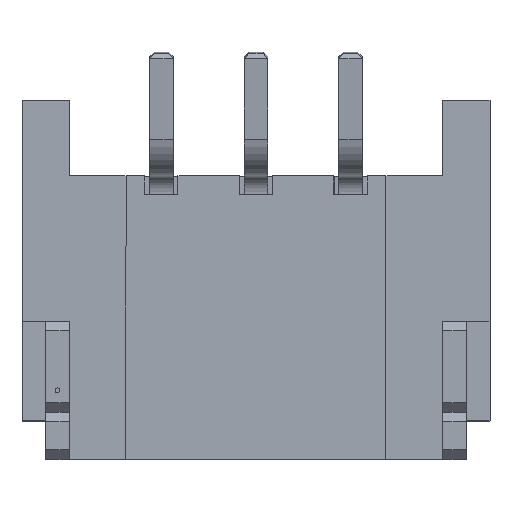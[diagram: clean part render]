
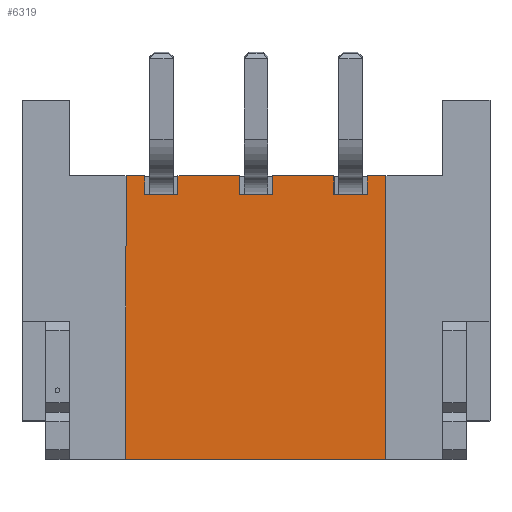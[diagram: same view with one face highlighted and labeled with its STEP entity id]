
A CAD part, top view. The second image highlights one B-rep face of the part: STEP entity #6319.
In plain terms, the highlighted face is planar.
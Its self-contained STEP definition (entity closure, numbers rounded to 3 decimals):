
#168 = LINE ( 'NONE', #4552, #2140 ) ;
#280 = LINE ( 'NONE', #6799, #7501 ) ;
#286 = EDGE_CURVE ( 'NONE', #8971, #8672, #5032, .T. ) ;
#569 = VERTEX_POINT ( 'NONE', #7319 ) ;
#630 = CARTESIAN_POINT ( 'NONE',  ( 6.95, 0.21, 4.54 ) ) ;
#643 = CARTESIAN_POINT ( 'NONE',  ( 0.25, 0.21, 4.14 ) ) ;
#700 = DIRECTION ( 'NONE',  ( -1., 0., 0. ) ) ;
#754 = VECTOR ( 'NONE', #8546, 1000. ) ;
#1067 = LINE ( 'NONE', #7649, #754 ) ;
#1074 = VECTOR ( 'NONE', #4293, 1000. ) ;
#1145 = DIRECTION ( 'NONE',  ( -1., 0., 0. ) ) ;
#1205 = CARTESIAN_POINT ( 'NONE',  ( 0.25, 0.21, 4.54 ) ) ;
#1260 = VECTOR ( 'NONE', #3271, 1000. ) ;
#1269 = LINE ( 'NONE', #10402, #2810 ) ;
#1277 = ORIENTED_EDGE ( 'NONE', *, *, #5467, .T. ) ;
#1286 = CARTESIAN_POINT ( 'NONE',  ( 3.85, 0.21, 4.54 ) ) ;
#1307 = VERTEX_POINT ( 'NONE', #10681 ) ;
#1346 = EDGE_CURVE ( 'NONE', #7949, #6470, #280, .T. ) ;
#1556 = VERTEX_POINT ( 'NONE', #5173 ) ;
#1764 = CARTESIAN_POINT ( 'NONE',  ( 3.85, 0.21, 4.14 ) ) ;
#2068 = DIRECTION ( 'NONE',  ( -1., 0., 0. ) ) ;
#2087 = CARTESIAN_POINT ( 'NONE',  ( 1.85, 0.21, 4.54 ) ) ;
#2116 = ORIENTED_EDGE ( 'NONE', *, *, #5530, .T. ) ;
#2122 = DIRECTION ( 'NONE',  ( 0., -1., 0. ) ) ;
#2140 = VECTOR ( 'NONE', #7677, 1000. ) ;
#2226 = DIRECTION ( 'NONE',  ( 1., 0., 0. ) ) ;
#2441 = DIRECTION ( 'NONE',  ( -1., 0., 0. ) ) ;
#2663 = VECTOR ( 'NONE', #5830, 1000. ) ;
#2724 = VERTEX_POINT ( 'NONE', #2087 ) ;
#2744 = CARTESIAN_POINT ( 'NONE',  ( 1.45, 0.21, -1.46 ) ) ;
#2810 = VECTOR ( 'NONE', #4612, 1000. ) ;
#3113 = CARTESIAN_POINT ( 'NONE',  ( 6.95, 0.21, 4.54 ) ) ;
#3271 = DIRECTION ( 'NONE',  ( 0., 0., -1. ) ) ;
#3288 = CARTESIAN_POINT ( 'NONE',  ( 4.55, 0.21, 4.14 ) ) ;
#3483 = LINE ( 'NONE', #8624, #5987 ) ;
#3663 = DIRECTION ( 'NONE',  ( 1., 0., 0. ) ) ;
#3821 = DIRECTION ( 'NONE',  ( 0., 0., 1. ) ) ;
#3865 = VERTEX_POINT ( 'NONE', #9143 ) ;
#4253 = ORIENTED_EDGE ( 'NONE', *, *, #7104, .T. ) ;
#4293 = DIRECTION ( 'NONE',  ( -1., 0., 0. ) ) ;
#4459 = VERTEX_POINT ( 'NONE', #7995 ) ;
#4552 = CARTESIAN_POINT ( 'NONE',  ( 5.85, 0.21, 4.54 ) ) ;
#4603 = VECTOR ( 'NONE', #10571, 1000. ) ;
#4612 = DIRECTION ( 'NONE',  ( 0., 0., -1. ) ) ;
#4627 = VECTOR ( 'NONE', #7105, 1000. ) ;
#4806 = CARTESIAN_POINT ( 'NONE',  ( 6.95, 0.21, -1.46 ) ) ;
#4861 = CARTESIAN_POINT ( 'NONE',  ( 2.55, 0.21, 4.54 ) ) ;
#5008 = EDGE_CURVE ( 'NONE', #2724, #1556, #1067, .T. ) ;
#5032 = LINE ( 'NONE', #7397, #2663 ) ;
#5158 = CARTESIAN_POINT ( 'NONE',  ( 0.25, 0.21, 4.14 ) ) ;
#5173 = CARTESIAN_POINT ( 'NONE',  ( 1.85, 0.21, 4.14 ) ) ;
#5402 = LINE ( 'NONE', #7955, #6482 ) ;
#5467 = EDGE_CURVE ( 'NONE', #4459, #6457, #5514, .T. ) ;
#5514 = LINE ( 'NONE', #9007, #9314 ) ;
#5530 = EDGE_CURVE ( 'NONE', #6470, #8985, #8175, .T. ) ;
#5561 = ORIENTED_EDGE ( 'NONE', *, *, #8525, .F. ) ;
#5791 = VECTOR ( 'NONE', #2226, 1000. ) ;
#5830 = DIRECTION ( 'NONE',  ( 0., 0., 1. ) ) ;
#5832 = CARTESIAN_POINT ( 'NONE',  ( 6.95, 0.21, -1.46 ) ) ;
#5956 = VERTEX_POINT ( 'NONE', #9447 ) ;
#5987 = VECTOR ( 'NONE', #1145, 1000. ) ;
#6006 = CARTESIAN_POINT ( 'NONE',  ( 3.85, 0.21, 4.54 ) ) ;
#6273 = FACE_OUTER_BOUND ( 'NONE', #8602, .T. ) ;
#6289 = DIRECTION ( 'NONE',  ( -1., 0., 0. ) ) ;
#6319 = ADVANCED_FACE ( 'NONE', ( #6273 ), #9535, .T. ) ;
#6331 = DIRECTION ( 'NONE',  ( -1., 0., 0. ) ) ;
#6442 = ORIENTED_EDGE ( 'NONE', *, *, #6828, .T. ) ;
#6457 = VERTEX_POINT ( 'NONE', #8297 ) ;
#6470 = VERTEX_POINT ( 'NONE', #5832 ) ;
#6482 = VECTOR ( 'NONE', #3821, 1000. ) ;
#6503 = EDGE_CURVE ( 'NONE', #5956, #7949, #9186, .T. ) ;
#6526 = EDGE_CURVE ( 'NONE', #9307, #9937, #10552, .T. ) ;
#6535 = CARTESIAN_POINT ( 'NONE',  ( 4.55, 0.21, 4.54 ) ) ;
#6621 = ORIENTED_EDGE ( 'NONE', *, *, #6654, .T. ) ;
#6654 = EDGE_CURVE ( 'NONE', #2724, #5956, #10389, .T. ) ;
#6799 = CARTESIAN_POINT ( 'NONE',  ( 6.95, 0.21, -1.46 ) ) ;
#6805 = AXIS2_PLACEMENT_3D ( 'NONE', #1205, #2122, #6331 ) ;
#6828 = EDGE_CURVE ( 'NONE', #10587, #9307, #7193, .T. ) ;
#6986 = VECTOR ( 'NONE', #2068, 1000. ) ;
#7095 = LINE ( 'NONE', #643, #5791 ) ;
#7104 = EDGE_CURVE ( 'NONE', #569, #8672, #3483, .T. ) ;
#7105 = DIRECTION ( 'NONE',  ( 0., 0., 1. ) ) ;
#7193 = LINE ( 'NONE', #1286, #4603 ) ;
#7319 = CARTESIAN_POINT ( 'NONE',  ( 5.85, 0.21, 4.54 ) ) ;
#7384 = ORIENTED_EDGE ( 'NONE', *, *, #5008, .F. ) ;
#7397 = CARTESIAN_POINT ( 'NONE',  ( 4.55, 0.21, 4.54 ) ) ;
#7501 = VECTOR ( 'NONE', #3663, 1000. ) ;
#7581 = ORIENTED_EDGE ( 'NONE', *, *, #8137, .T. ) ;
#7649 = CARTESIAN_POINT ( 'NONE',  ( 1.85, 0.21, 4.14 ) ) ;
#7677 = DIRECTION ( 'NONE',  ( 0., 0., 1. ) ) ;
#7683 = VECTOR ( 'NONE', #2441, 1000. ) ;
#7769 = EDGE_CURVE ( 'NONE', #1556, #3865, #7095, .T. ) ;
#7777 = CARTESIAN_POINT ( 'NONE',  ( 6.95, 0.21, 4.54 ) ) ;
#7949 = VERTEX_POINT ( 'NONE', #2744 ) ;
#7955 = CARTESIAN_POINT ( 'NONE',  ( 6.55, 0.21, 4.54 ) ) ;
#7980 = EDGE_CURVE ( 'NONE', #8985, #1307, #9761, .T. ) ;
#7995 = CARTESIAN_POINT ( 'NONE',  ( 6.55, 0.21, 4.14 ) ) ;
#8012 = ORIENTED_EDGE ( 'NONE', *, *, #7980, .T. ) ;
#8070 = VECTOR ( 'NONE', #6289, 1000. ) ;
#8137 = EDGE_CURVE ( 'NONE', #6457, #569, #168, .T. ) ;
#8175 = LINE ( 'NONE', #4806, #4627 ) ;
#8259 = EDGE_CURVE ( 'NONE', #9937, #3865, #1269, .T. ) ;
#8293 = ORIENTED_EDGE ( 'NONE', *, *, #286, .F. ) ;
#8297 = CARTESIAN_POINT ( 'NONE',  ( 5.85, 0.21, 4.14 ) ) ;
#8420 = LINE ( 'NONE', #5158, #1074 ) ;
#8465 = ORIENTED_EDGE ( 'NONE', *, *, #6526, .T. ) ;
#8525 = EDGE_CURVE ( 'NONE', #4459, #1307, #5402, .T. ) ;
#8546 = DIRECTION ( 'NONE',  ( 0., 0., -1. ) ) ;
#8602 = EDGE_LOOP ( 'NONE', ( #8293, #10387, #6442, #8465, #9722, #8604, #7384, #6621, #9637, #10740, #2116, #8012, #5561, #1277, #7581, #4253 ) ) ;
#8604 = ORIENTED_EDGE ( 'NONE', *, *, #7769, .F. ) ;
#8624 = CARTESIAN_POINT ( 'NONE',  ( 6.95, 0.21, 4.54 ) ) ;
#8672 = VERTEX_POINT ( 'NONE', #6535 ) ;
#8945 = EDGE_CURVE ( 'NONE', #8971, #10587, #8420, .T. ) ;
#8971 = VERTEX_POINT ( 'NONE', #3288 ) ;
#8985 = VERTEX_POINT ( 'NONE', #9994 ) ;
#9007 = CARTESIAN_POINT ( 'NONE',  ( 0.25, 0.21, 4.14 ) ) ;
#9143 = CARTESIAN_POINT ( 'NONE',  ( 2.55, 0.21, 4.14 ) ) ;
#9186 = LINE ( 'NONE', #10721, #1260 ) ;
#9307 = VERTEX_POINT ( 'NONE', #6006 ) ;
#9314 = VECTOR ( 'NONE', #700, 1000. ) ;
#9447 = CARTESIAN_POINT ( 'NONE',  ( 1.45, 0.21, 4.54 ) ) ;
#9535 = PLANE ( 'NONE',  #6805 ) ;
#9637 = ORIENTED_EDGE ( 'NONE', *, *, #6503, .T. ) ;
#9722 = ORIENTED_EDGE ( 'NONE', *, *, #8259, .T. ) ;
#9761 = LINE ( 'NONE', #630, #8070 ) ;
#9937 = VERTEX_POINT ( 'NONE', #4861 ) ;
#9994 = CARTESIAN_POINT ( 'NONE',  ( 6.95, 0.21, 4.54 ) ) ;
#10387 = ORIENTED_EDGE ( 'NONE', *, *, #8945, .T. ) ;
#10389 = LINE ( 'NONE', #7777, #6986 ) ;
#10402 = CARTESIAN_POINT ( 'NONE',  ( 2.55, 0.21, 4.14 ) ) ;
#10552 = LINE ( 'NONE', #3113, #7683 ) ;
#10571 = DIRECTION ( 'NONE',  ( 0., 0., 1. ) ) ;
#10587 = VERTEX_POINT ( 'NONE', #1764 ) ;
#10681 = CARTESIAN_POINT ( 'NONE',  ( 6.55, 0.21, 4.54 ) ) ;
#10721 = CARTESIAN_POINT ( 'NONE',  ( 1.45, 0.21, -1.46 ) ) ;
#10740 = ORIENTED_EDGE ( 'NONE', *, *, #1346, .T. ) ;
